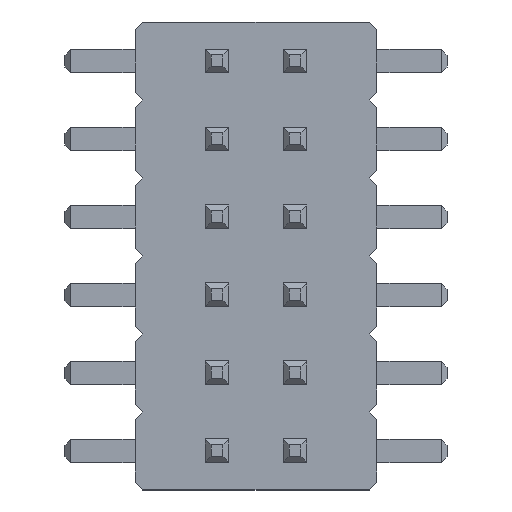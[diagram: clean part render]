
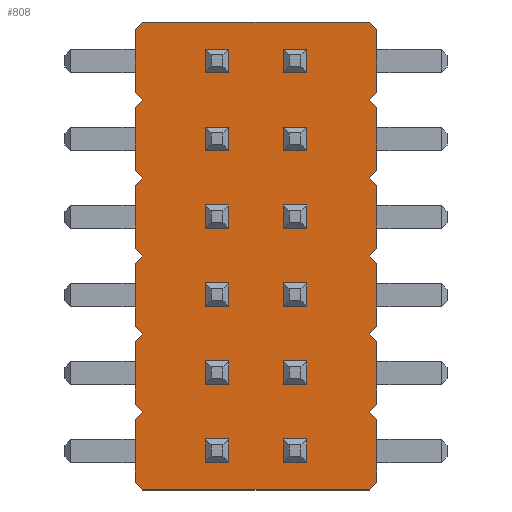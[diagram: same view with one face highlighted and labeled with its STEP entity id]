
A CAD part, top view. The second image highlights one B-rep face of the part: STEP entity #808.
In plain terms, the highlighted planar face has unit normal (0, 0, 1).
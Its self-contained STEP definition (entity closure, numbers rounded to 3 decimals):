
#24=VERTEX_POINT('',#25);
#25=CARTESIAN_POINT('',(-1.45,3.,1.6));
#28=ORIENTED_EDGE('',*,*,#29,.T.);
#29=EDGE_CURVE('',#24,#30,#32,.T.);
#30=VERTEX_POINT('',#31);
#31=CARTESIAN_POINT('',(-1.55,2.9,1.6));
#32=LINE('',#25,#33);
#33=VECTOR('',#34,1.);
#34=DIRECTION('',(-0.707,-0.707,0.));
#45=DIRECTION('',(0.707,-0.707,0.));
#50=ORIENTED_EDGE('',*,*,#51,.T.);
#51=EDGE_CURVE('',#30,#52,#54,.T.);
#52=VERTEX_POINT('',#53);
#53=CARTESIAN_POINT('',(-1.55,2.1,1.6));
#54=LINE('',#31,#55);
#55=VECTOR('',#56,1.);
#56=DIRECTION('',(0.,-1.,0.));
#67=DIRECTION('',(1.,0.,0.));
#72=ORIENTED_EDGE('',*,*,#73,.T.);
#73=EDGE_CURVE('',#52,#74,#76,.T.);
#74=VERTEX_POINT('',#75);
#75=CARTESIAN_POINT('',(-1.45,2.,1.6));
#76=LINE('',#53,#77);
#77=VECTOR('',#45,1.);
#88=DIRECTION('',(0.707,0.707,0.));
#93=ORIENTED_EDGE('',*,*,#94,.T.);
#94=EDGE_CURVE('',#74,#95,#97,.T.);
#95=VERTEX_POINT('',#96);
#96=CARTESIAN_POINT('',(-1.55,1.9,1.6));
#97=LINE('',#75,#33);
#112=ORIENTED_EDGE('',*,*,#113,.T.);
#113=EDGE_CURVE('',#95,#114,#116,.T.);
#114=VERTEX_POINT('',#115);
#115=CARTESIAN_POINT('',(-1.55,1.1,1.6));
#116=LINE('',#96,#55);
#131=ORIENTED_EDGE('',*,*,#132,.T.);
#132=EDGE_CURVE('',#114,#133,#135,.T.);
#133=VERTEX_POINT('',#134);
#134=CARTESIAN_POINT('',(-1.45,1.,1.6));
#135=LINE('',#115,#77);
#150=ORIENTED_EDGE('',*,*,#151,.T.);
#151=EDGE_CURVE('',#133,#152,#154,.T.);
#152=VERTEX_POINT('',#153);
#153=CARTESIAN_POINT('',(-1.55,0.9,1.6));
#154=LINE('',#134,#33);
#169=ORIENTED_EDGE('',*,*,#170,.T.);
#170=EDGE_CURVE('',#152,#171,#173,.T.);
#171=VERTEX_POINT('',#172);
#172=CARTESIAN_POINT('',(-1.55,0.1,1.6));
#173=LINE('',#153,#55);
#188=ORIENTED_EDGE('',*,*,#189,.T.);
#189=EDGE_CURVE('',#171,#190,#192,.T.);
#190=VERTEX_POINT('',#191);
#191=CARTESIAN_POINT('',(-1.45,0.,1.6));
#192=LINE('',#172,#77);
#207=ORIENTED_EDGE('',*,*,#208,.T.);
#208=EDGE_CURVE('',#190,#209,#211,.T.);
#209=VERTEX_POINT('',#210);
#210=CARTESIAN_POINT('',(-1.55,-0.1,1.6));
#211=LINE('',#212,#33);
#212=CARTESIAN_POINT('',(-1.45,0.,1.6));
#228=ORIENTED_EDGE('',*,*,#229,.T.);
#229=EDGE_CURVE('',#209,#230,#232,.T.);
#230=VERTEX_POINT('',#231);
#231=CARTESIAN_POINT('',(-1.55,-0.9,1.6));
#232=LINE('',#210,#55);
#247=ORIENTED_EDGE('',*,*,#248,.T.);
#248=EDGE_CURVE('',#230,#249,#251,.T.);
#249=VERTEX_POINT('',#250);
#250=CARTESIAN_POINT('',(-1.45,-1.,1.6));
#251=LINE('',#231,#77);
#266=ORIENTED_EDGE('',*,*,#267,.T.);
#267=EDGE_CURVE('',#249,#268,#270,.T.);
#268=VERTEX_POINT('',#269);
#269=CARTESIAN_POINT('',(-1.55,-1.1,1.6));
#270=LINE('',#250,#33);
#285=ORIENTED_EDGE('',*,*,#286,.T.);
#286=EDGE_CURVE('',#268,#287,#289,.T.);
#287=VERTEX_POINT('',#288);
#288=CARTESIAN_POINT('',(-1.55,-1.9,1.6));
#289=LINE('',#269,#55);
#304=ORIENTED_EDGE('',*,*,#305,.T.);
#305=EDGE_CURVE('',#287,#306,#308,.T.);
#306=VERTEX_POINT('',#307);
#307=CARTESIAN_POINT('',(-1.45,-2.,1.6));
#308=LINE('',#288,#77);
#323=ORIENTED_EDGE('',*,*,#324,.T.);
#324=EDGE_CURVE('',#306,#325,#327,.T.);
#325=VERTEX_POINT('',#326);
#326=CARTESIAN_POINT('',(-1.55,-2.1,1.6));
#327=LINE('',#307,#33);
#342=ORIENTED_EDGE('',*,*,#343,.T.);
#343=EDGE_CURVE('',#325,#344,#346,.T.);
#344=VERTEX_POINT('',#345);
#345=CARTESIAN_POINT('',(-1.55,-2.9,1.6));
#346=LINE('',#326,#55);
#361=ORIENTED_EDGE('',*,*,#362,.T.);
#362=EDGE_CURVE('',#344,#363,#365,.T.);
#363=VERTEX_POINT('',#364);
#364=CARTESIAN_POINT('',(-1.45,-3.,1.6));
#365=LINE('',#345,#77);
#380=ORIENTED_EDGE('',*,*,#381,.T.);
#381=EDGE_CURVE('',#363,#382,#384,.T.);
#382=VERTEX_POINT('',#383);
#383=CARTESIAN_POINT('',(1.45,-3.,1.6));
#384=LINE('',#364,#385);
#385=VECTOR('',#67,1.);
#396=DIRECTION('',(0.,1.,0.));
#401=ORIENTED_EDGE('',*,*,#402,.T.);
#402=EDGE_CURVE('',#382,#403,#405,.T.);
#403=VERTEX_POINT('',#404);
#404=CARTESIAN_POINT('',(1.55,-2.9,1.6));
#405=LINE('',#383,#406);
#406=VECTOR('',#88,1.);
#417=DIRECTION('',(-0.707,0.707,0.));
#422=ORIENTED_EDGE('',*,*,#423,.T.);
#423=EDGE_CURVE('',#403,#424,#426,.T.);
#424=VERTEX_POINT('',#425);
#425=CARTESIAN_POINT('',(1.55,-2.1,1.6));
#426=LINE('',#404,#427);
#427=VECTOR('',#396,1.);
#443=ORIENTED_EDGE('',*,*,#444,.T.);
#444=EDGE_CURVE('',#424,#445,#447,.T.);
#445=VERTEX_POINT('',#446);
#446=CARTESIAN_POINT('',(1.45,-2.,1.6));
#447=LINE('',#425,#448);
#448=VECTOR('',#417,1.);
#463=ORIENTED_EDGE('',*,*,#464,.T.);
#464=EDGE_CURVE('',#445,#465,#467,.T.);
#465=VERTEX_POINT('',#466);
#466=CARTESIAN_POINT('',(1.55,-1.9,1.6));
#467=LINE('',#446,#406);
#482=ORIENTED_EDGE('',*,*,#483,.T.);
#483=EDGE_CURVE('',#465,#484,#486,.T.);
#484=VERTEX_POINT('',#485);
#485=CARTESIAN_POINT('',(1.55,-1.1,1.6));
#486=LINE('',#466,#427);
#501=ORIENTED_EDGE('',*,*,#502,.T.);
#502=EDGE_CURVE('',#484,#503,#505,.T.);
#503=VERTEX_POINT('',#504);
#504=CARTESIAN_POINT('',(1.45,-1.,1.6));
#505=LINE('',#485,#448);
#520=ORIENTED_EDGE('',*,*,#521,.T.);
#521=EDGE_CURVE('',#503,#522,#524,.T.);
#522=VERTEX_POINT('',#523);
#523=CARTESIAN_POINT('',(1.55,-0.9,1.6));
#524=LINE('',#504,#406);
#539=ORIENTED_EDGE('',*,*,#540,.T.);
#540=EDGE_CURVE('',#522,#541,#543,.T.);
#541=VERTEX_POINT('',#542);
#542=CARTESIAN_POINT('',(1.55,-0.1,1.6));
#543=LINE('',#523,#427);
#558=ORIENTED_EDGE('',*,*,#559,.T.);
#559=EDGE_CURVE('',#541,#560,#562,.T.);
#560=VERTEX_POINT('',#561);
#561=CARTESIAN_POINT('',(1.45,0.,1.6));
#562=LINE('',#542,#448);
#577=ORIENTED_EDGE('',*,*,#578,.T.);
#578=EDGE_CURVE('',#560,#579,#581,.T.);
#579=VERTEX_POINT('',#580);
#580=CARTESIAN_POINT('',(1.55,0.1,1.6));
#581=LINE('',#582,#406);
#582=CARTESIAN_POINT('',(1.45,0.,1.6));
#598=ORIENTED_EDGE('',*,*,#599,.T.);
#599=EDGE_CURVE('',#579,#600,#602,.T.);
#600=VERTEX_POINT('',#601);
#601=CARTESIAN_POINT('',(1.55,0.9,1.6));
#602=LINE('',#580,#427);
#617=ORIENTED_EDGE('',*,*,#618,.T.);
#618=EDGE_CURVE('',#600,#619,#621,.T.);
#619=VERTEX_POINT('',#620);
#620=CARTESIAN_POINT('',(1.45,1.,1.6));
#621=LINE('',#601,#448);
#636=ORIENTED_EDGE('',*,*,#637,.T.);
#637=EDGE_CURVE('',#619,#638,#640,.T.);
#638=VERTEX_POINT('',#639);
#639=CARTESIAN_POINT('',(1.55,1.1,1.6));
#640=LINE('',#620,#406);
#655=ORIENTED_EDGE('',*,*,#656,.T.);
#656=EDGE_CURVE('',#638,#657,#659,.T.);
#657=VERTEX_POINT('',#658);
#658=CARTESIAN_POINT('',(1.55,1.9,1.6));
#659=LINE('',#639,#427);
#674=ORIENTED_EDGE('',*,*,#675,.T.);
#675=EDGE_CURVE('',#657,#676,#678,.T.);
#676=VERTEX_POINT('',#677);
#677=CARTESIAN_POINT('',(1.45,2.,1.6));
#678=LINE('',#658,#448);
#693=ORIENTED_EDGE('',*,*,#694,.T.);
#694=EDGE_CURVE('',#676,#695,#697,.T.);
#695=VERTEX_POINT('',#696);
#696=CARTESIAN_POINT('',(1.55,2.1,1.6));
#697=LINE('',#677,#406);
#712=ORIENTED_EDGE('',*,*,#713,.T.);
#713=EDGE_CURVE('',#695,#714,#716,.T.);
#714=VERTEX_POINT('',#715);
#715=CARTESIAN_POINT('',(1.55,2.9,1.6));
#716=LINE('',#696,#427);
#731=ORIENTED_EDGE('',*,*,#732,.T.);
#732=EDGE_CURVE('',#714,#733,#735,.T.);
#733=VERTEX_POINT('',#734);
#734=CARTESIAN_POINT('',(1.45,3.,1.6));
#735=LINE('',#715,#448);
#750=ORIENTED_EDGE('',*,*,#751,.T.);
#751=EDGE_CURVE('',#733,#24,#752,.T.);
#752=LINE('',#734,#753);
#753=VECTOR('',#754,1.);
#754=DIRECTION('',(-1.,0.,0.));
#806=DIRECTION('',(0.,0.,1.));
#807=DIRECTION('',(1.,0.,0.));
#808=ADVANCED_FACE('',(#809),#811,.T.);
#809=FACE_BOUND('',#810,.T.);
#810=EDGE_LOOP('',(#28,#50,#72,#93,#112,#131,#150,#169,#188,#207,#228,#247,#266,#285,#304,#323,#342,#361,#380,#401,#422,#443,#463,#482,#501,#520,#539,#558,#577,#598,#617,#636,#655,#674,#693,#712,#731,#750));
#811=PLANE('',#812);
#812=AXIS2_PLACEMENT_3D('',#813,#806,#807);
#813=CARTESIAN_POINT('',(0.,0.,1.6));
